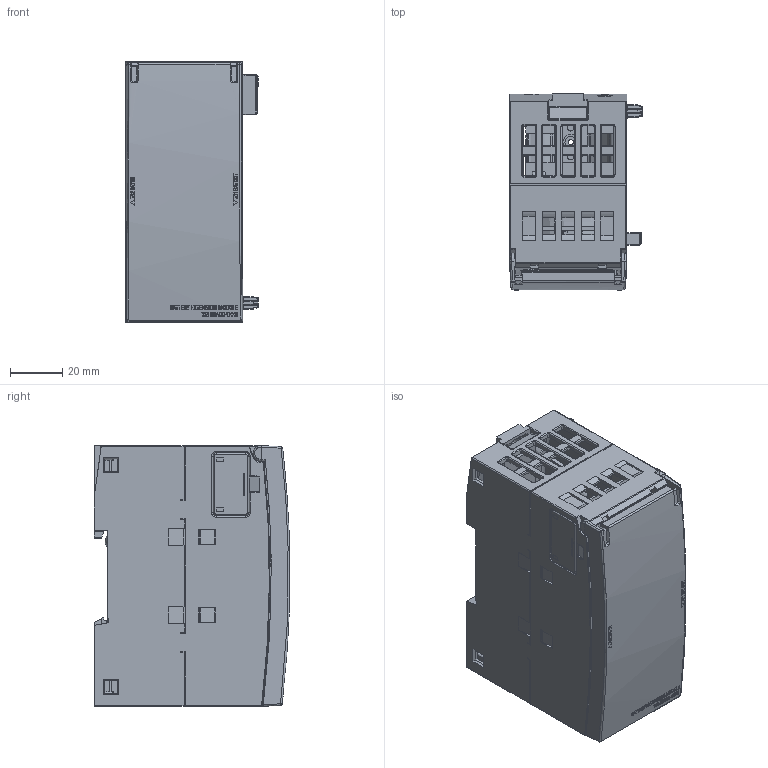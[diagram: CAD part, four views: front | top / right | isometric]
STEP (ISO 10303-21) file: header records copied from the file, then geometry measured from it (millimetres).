
FILE_DESCRIPTION(/* description */ (''),/* implementation_level */ '2;1');
FILE_NAME(/* name */ '6NH3112-3BA00-1XX6_3d.stp',/* time_stamp */ '2024-06-05T11:22:14+02:00',/* author */ (''),/* organization */ (''),/* preprocessor_version */ 'ST-DEVELOPER v18.102',/* originating_system */ 'SIEMENS PLM Software NX 2023',/* authorisation */ '');
FILE_SCHEMA (('AUTOMOTIVE_DESIGN { 1 0 10303 214 3 1 1 1 }'));
Products named in the file (9): Connector_Cover; Adapter_Bottom; Battery_holder; Labeling; Adapter_Top; Body; Labeling_Cover; Covers; 1628_6NH3112-3BA00-1XX6_Simplify
Assembly tree (8 placements, depth 2):
  1628_6NH3112-3BA00-1XX6_Simplify
    Covers
    Labeling_Cover
    Body
    Adapter_Top
    Labeling
    Battery_holder
    Adapter_Bottom
    Connector_Cover
Bounding box: 51 x 75.13 x 100.05 mm (x, y, z)
Volume: 71085.8 mm3; surface area: 93490.4 mm2
Topology: 49 solids, 84 shells, 4217 faces, 11593 edges, 7399 vertices
Faces by surface type: plane 2523, cylinder 1102, torus 306, sphere 121, extrusion 62, cone 56, bspline 47
Full cylindrical faces by diameter (mm): 0.7 x2, 1 x4, 1.2 x14, 1.575 x8, 1.6 x1, 2 x2, 2.489 x8, 3.7 x1, 4.3 x2, 4.5 x4, 5.036 x1, 6 x5
Entity records: 166352 total; most frequent: CARTESIAN_POINT 33917, ORIENTED_EDGE 22265, DIRECTION 19560, EDGE_CURVE 11282, VECTOR 7524, LINE 7462, VERTEX_POINT 7326, AXIS2_PLACEMENT_3D 6018
